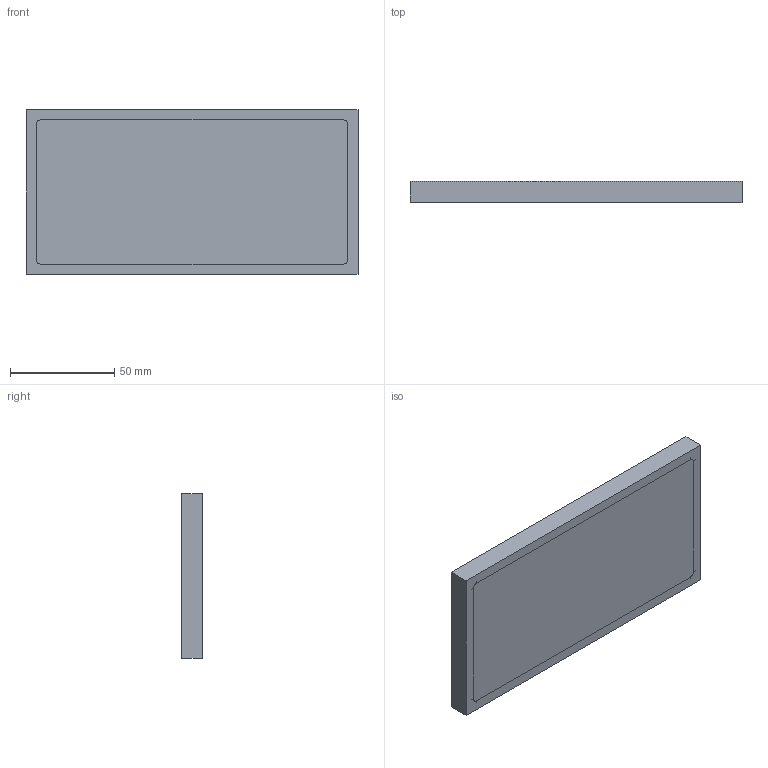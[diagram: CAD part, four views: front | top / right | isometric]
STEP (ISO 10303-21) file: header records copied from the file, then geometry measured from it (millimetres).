
FILE_DESCRIPTION(/* description */ (''),/* implementation_level */ '2;1');
FILE_NAME(/* name */ 'p20pro.stp',/* time_stamp */ '2021-10-12T21:21:05+01:00',/* author */ (''),/* organization */ (''),/* preprocessor_version */ 'ST-DEVELOPER v18.1',/* originating_system */ 'Autodesk Translation Framework v10.10.0.1391',/* authorisation */ '');
FILE_SCHEMA (('AUTOMOTIVE_DESIGN { 1 0 10303 214 3 1 1 }'));
Length unit declared in the file: millimetre
Products named in the file (1): p20pro
Bounding box: 159 x 10 x 79 mm (x, y, z)
Surface area: 58230.3 mm2
Topology: 2 solids, 2 shells, 65 faces, 162 edges, 104 vertices
Faces by surface type: plane 33, cylinder 24, bspline 8
Entity records: 2008 total; most frequent: CARTESIAN_POINT 396, DIRECTION 338, ORIENTED_EDGE 324, EDGE_CURVE 162, AXIS2_PLACEMENT_3D 118, VERTEX_POINT 104, LINE 102, VECTOR 102
